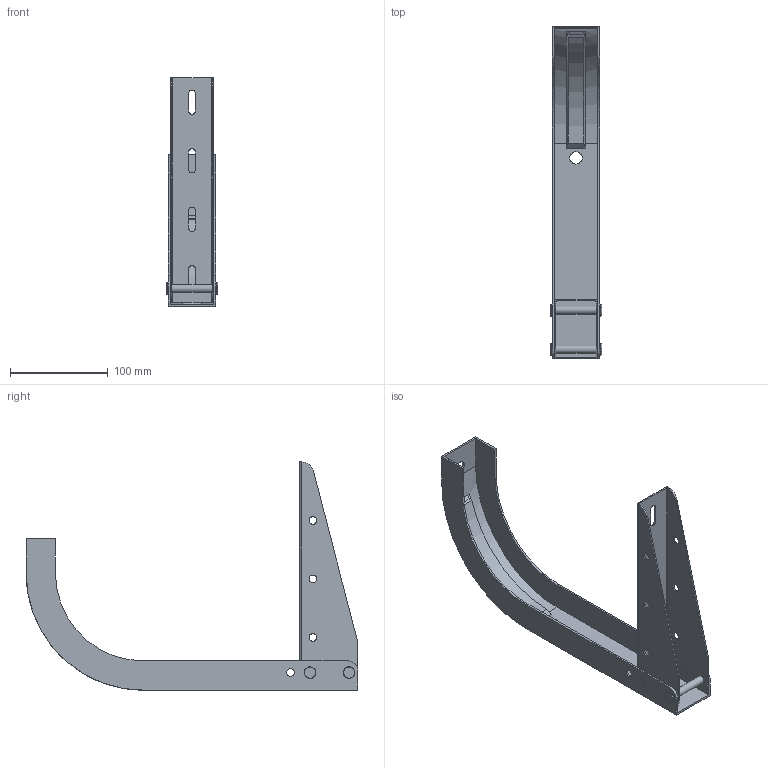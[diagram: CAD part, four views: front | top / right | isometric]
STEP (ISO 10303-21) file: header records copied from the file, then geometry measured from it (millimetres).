
FILE_DESCRIPTION (( 'STEP AP203' ), '1' );
FILE_NAME ('Êîíñîëü ïîòîëî÷íàÿ BBA-20_BBA2020.STEP', '2012-11-22T08:12:43', ( 'Àñååâ' ), ( '' ), 'SwSTEP 2.0', 'SolidWorks 2012', '' );
FILE_SCHEMA (( 'CONFIG_CONTROL_DESIGN' ));
Length unit declared in the file: millimetre
Products named in the file (1): Êîíñîëü ïîòîëî÷íàÿ BBA-20_BBA2020
Bounding box: 53 x 340 x 234 mm (x, y, z)
Volume: 136636.8 mm3; surface area: 150473.1 mm2
Topology: 1 solids, 1 shells, 120 faces, 319 edges, 209 vertices
Faces by surface type: plane 54, cylinder 51, torus 11, cone 4
Full cylindrical faces by diameter (mm): 5.2 x2, 8 x16, 12 x4, 12.5 x2
Entity records: 3586 total; most frequent: CARTESIAN_POINT 629, DIRECTION 603, ORIENTED_EDGE 532, EDGE_CURVE 266, AXIS2_PLACEMENT_3D 232, EDGE_LOOP 204, VERTEX_POINT 190, FACE_OUTER_BOUND 154
